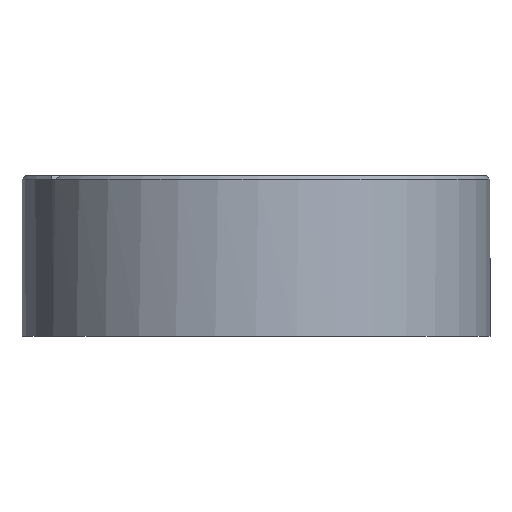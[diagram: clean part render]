
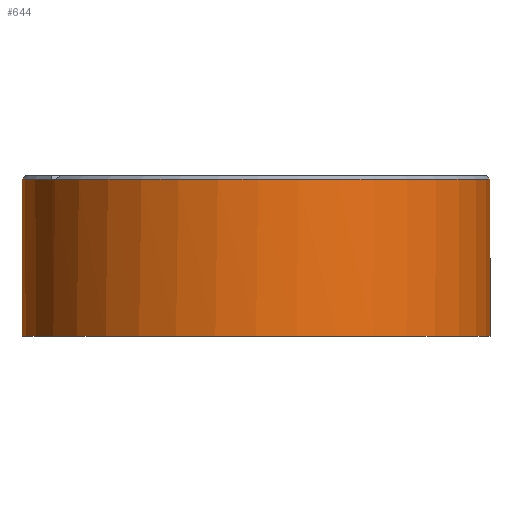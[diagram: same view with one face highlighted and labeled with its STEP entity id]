
A CAD part, front view. The second image highlights one B-rep face of the part: STEP entity #644.
In plain terms, the highlighted cylindrical face has radius 34.95 mm (diameter 69.9 mm), a partial arc.
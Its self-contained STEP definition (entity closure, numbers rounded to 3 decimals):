
#39 = DIRECTION ( 'NONE',  ( -1., 0., 0. ) ) ;
#54 = DIRECTION ( 'NONE',  ( -1., 0., 0. ) ) ;
#88 = LINE ( 'NONE', #1137, #1408 ) ;
#107 = CYLINDRICAL_SURFACE ( 'NONE', #1425, 34.95 ) ;
#112 = CARTESIAN_POINT ( 'NONE',  ( -30.533, -17.007, -0.5 ) ) ;
#124 = EDGE_CURVE ( 'NONE', #1331, #798, #1118, .T. ) ;
#126 = DIRECTION ( 'NONE',  ( 1., 0., 0. ) ) ;
#153 = VERTEX_POINT ( 'NONE', #621 ) ;
#229 = CARTESIAN_POINT ( 'NONE',  ( 0., 0., -24. ) ) ;
#268 = DIRECTION ( 'NONE',  ( 0., 0., 1. ) ) ;
#354 = DIRECTION ( 'NONE',  ( 1., 0., 0. ) ) ;
#372 = EDGE_CURVE ( 'NONE', #395, #153, #819, .T. ) ;
#395 = VERTEX_POINT ( 'NONE', #1463 ) ;
#432 = AXIS2_PLACEMENT_3D ( 'NONE', #1601, #839, #54 ) ;
#462 = CARTESIAN_POINT ( 'NONE',  ( -34.95, 0., -24. ) ) ;
#551 = EDGE_CURVE ( 'NONE', #940, #153, #1530, .T. ) ;
#621 = CARTESIAN_POINT ( 'NONE',  ( -29.995, -17.939, -0.5 ) ) ;
#644 = ADVANCED_FACE ( 'NONE', ( #1462 ), #107, .T. ) ;
#702 = CARTESIAN_POINT ( 'NONE',  ( -34.95, 0., -0.5 ) ) ;
#747 = ORIENTED_EDGE ( 'NONE', *, *, #1171, .T. ) ;
#769 = CARTESIAN_POINT ( 'NONE',  ( -30.175, -17.635, -0.6 ) ) ;
#798 = VERTEX_POINT ( 'NONE', #1570 ) ;
#810 = CARTESIAN_POINT ( 'NONE',  ( 34.95, 0., 0. ) ) ;
#811 = EDGE_CURVE ( 'NONE', #798, #395, #1487, .T. ) ;
#819 = CIRCLE ( 'NONE', #432, 34.95 ) ;
#827 = DIRECTION ( 'NONE',  ( 0., 0., -1. ) ) ;
#839 = DIRECTION ( 'NONE',  ( 0., 0., -1. ) ) ;
#875 = DIRECTION ( 'NONE',  ( 0., 0., 1. ) ) ;
#878 = CIRCLE ( 'NONE', #1666, 34.95 ) ;
#897 = CARTESIAN_POINT ( 'NONE',  ( -29.995, -17.939, -0.5 ) ) ;
#911 = CARTESIAN_POINT ( 'NONE',  ( 0., 0., 0. ) ) ;
#940 = VERTEX_POINT ( 'NONE', #1574 ) ;
#985 = ORIENTED_EDGE ( 'NONE', *, *, #124, .T. ) ;
#1020 = VERTEX_POINT ( 'NONE', #702 ) ;
#1058 = DIRECTION ( 'NONE',  ( 0., 0., 1. ) ) ;
#1105 = VECTOR ( 'NONE', #1058, 1000. ) ;
#1118 = CIRCLE ( 'NONE', #1435, 34.95 ) ;
#1123 = DIRECTION ( 'NONE',  ( 0., 0., 1. ) ) ;
#1137 = CARTESIAN_POINT ( 'NONE',  ( -34.95, 0., 0. ) ) ;
#1164 = EDGE_LOOP ( 'NONE', ( #1271, #985, #1650, #1427, #1595, #747 ) ) ;
#1171 = EDGE_CURVE ( 'NONE', #940, #1020, #878, .T. ) ;
#1271 = ORIENTED_EDGE ( 'NONE', *, *, #1526, .F. ) ;
#1331 = VERTEX_POINT ( 'NONE', #462 ) ;
#1408 = VECTOR ( 'NONE', #875, 1000. ) ;
#1425 = AXIS2_PLACEMENT_3D ( 'NONE', #911, #268, #126 ) ;
#1427 = ORIENTED_EDGE ( 'NONE', *, *, #372, .T. ) ;
#1435 = AXIS2_PLACEMENT_3D ( 'NONE', #229, #1123, #354 ) ;
#1462 = FACE_OUTER_BOUND ( 'NONE', #1164, .T. ) ;
#1463 = CARTESIAN_POINT ( 'NONE',  ( 34.95, 0., -0.5 ) ) ;
#1487 = LINE ( 'NONE', #810, #1105 ) ;
#1524 = CARTESIAN_POINT ( 'NONE',  ( -30.36, -17.315, -0.6 ) ) ;
#1526 = EDGE_CURVE ( 'NONE', #1331, #1020, #88, .T. ) ;
#1530 = B_SPLINE_CURVE_WITH_KNOTS ( 'NONE', 3,
 ( #112, #1653, #1524, #769, #1656, #897 ),
 .UNSPECIFIED., .F., .F.,
 ( 4, 2, 4 ),
 ( 0., 0.001, 0.001 ),
 .UNSPECIFIED. ) ;
#1570 = CARTESIAN_POINT ( 'NONE',  ( 34.95, 0., -24. ) ) ;
#1574 = CARTESIAN_POINT ( 'NONE',  ( -30.533, -17.007, -0.5 ) ) ;
#1585 = CARTESIAN_POINT ( 'NONE',  ( 0., 0., -0.5 ) ) ;
#1595 = ORIENTED_EDGE ( 'NONE', *, *, #551, .F. ) ;
#1601 = CARTESIAN_POINT ( 'NONE',  ( 0., 0., -0.5 ) ) ;
#1650 = ORIENTED_EDGE ( 'NONE', *, *, #811, .T. ) ;
#1653 = CARTESIAN_POINT ( 'NONE',  ( -30.449, -17.158, -0.566 ) ) ;
#1656 = CARTESIAN_POINT ( 'NONE',  ( -30.083, -17.791, -0.566 ) ) ;
#1666 = AXIS2_PLACEMENT_3D ( 'NONE', #1585, #827, #39 ) ;
